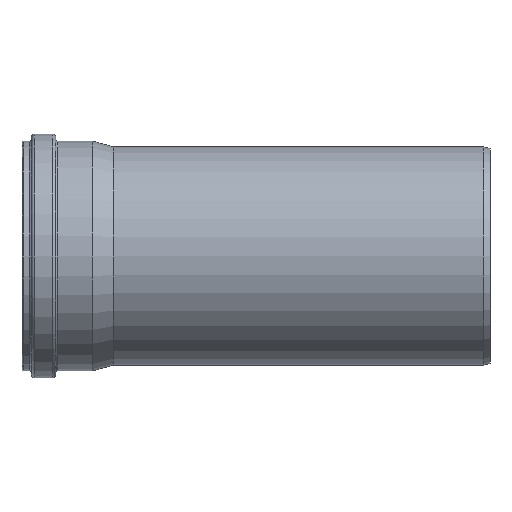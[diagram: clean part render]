
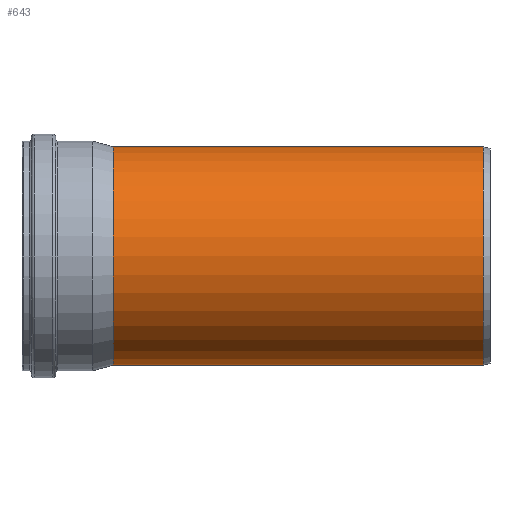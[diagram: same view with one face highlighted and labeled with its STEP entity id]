
A CAD part, left-side view. The second image highlights one B-rep face of the part: STEP entity #643.
In plain terms, the highlighted cylindrical face has radius 200.175 mm (diameter 400.35 mm), a full revolution.
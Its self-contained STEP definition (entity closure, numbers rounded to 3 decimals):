
#61=CYLINDRICAL_SURFACE('',#708,200.175);
#80=B_SPLINE_CURVE_WITH_KNOTS('',3,(#1445,#1446,#1447,#1448,#1449,#1450,
#1451,#1452,#1453,#1454,#1455,#1456,#1457,#1458,#1459,#1460,#1461,#1462,
#1463,#1464,#1465,#1466,#1467,#1468,#1469,#1470,#1471,#1472,#1473,#1474,
#1475,#1476,#1477,#1478,#1479,#1480,#1481,#1482,#1483,#1484,#1485,#1486,
#1487,#1488,#1489,#1490),.UNSPECIFIED.,.T.,.F.,(4,1,1,1,1,1,1,1,1,1,1,1,
1,1,1,1,1,1,1,1,1,1,1,1,1,1,1,1,1,1,1,1,1,1,1,1,1,1,1,1,1,1,1,4),(-128.802,
-126.502,-124.202,-121.902,-119.602,
-117.302,-115.002,-110.402,-107.335,
-104.268,-101.202,-96.601,-92.001,
-88.935,-85.868,-84.335,-82.801,
-81.268,-79.735,-76.668,-73.601,
-70.534,-67.468,-61.334,-55.201,
-52.134,-49.067,-46.001,-42.934,
-41.401,-39.867,-38.334,-36.801,
-35.267,-33.734,-30.667,-27.6,
-24.534,-18.4,-13.8,-9.2,
-4.6,-2.3,0.),.UNSPECIFIED.);
#84=CIRCLE('',#709,200.175);
#85=CIRCLE('',#710,200.175);
#142=FACE_BOUND('',#266,.T.);
#143=FACE_BOUND('',#267,.T.);
#203=FACE_OUTER_BOUND('',#265,.T.);
#265=EDGE_LOOP('',(#516));
#266=EDGE_LOOP('',(#517));
#267=EDGE_LOOP('',(#518));
#386=VERTEX_POINT('',#1396);
#388=VERTEX_POINT('',#1493);
#389=VERTEX_POINT('',#1495);
#449=EDGE_CURVE('',#386,#386,#80,.T.);
#450=EDGE_CURVE('',#388,#388,#84,.T.);
#451=EDGE_CURVE('',#389,#389,#85,.T.);
#516=ORIENTED_EDGE('',*,*,#450,.F.);
#517=ORIENTED_EDGE('',*,*,#451,.T.);
#518=ORIENTED_EDGE('',*,*,#449,.F.);
#643=ADVANCED_FACE('',(#203,#142,#143),#61,.T.);
#708=AXIS2_PLACEMENT_3D('',#1492,#836,#837);
#709=AXIS2_PLACEMENT_3D('',#1494,#838,#839);
#710=AXIS2_PLACEMENT_3D('',#1496,#840,#841);
#836=DIRECTION('center_axis',(0.,-1.,0.));
#837=DIRECTION('ref_axis',(1.,0.,0.));
#838=DIRECTION('center_axis',(0.,-1.,0.));
#839=DIRECTION('ref_axis',(1.,0.,0.));
#840=DIRECTION('center_axis',(0.,-1.,0.));
#841=DIRECTION('ref_axis',(1.,0.,0.));
#1396=CARTESIAN_POINT('',(111.367,-92.77,166.335));
#1445=CARTESIAN_POINT('Ctrl Pts',(111.367,-92.77,166.335));
#1446=CARTESIAN_POINT('Ctrl Pts',(111.458,-101.027,166.275));
#1447=CARTESIAN_POINT('Ctrl Pts',(112.537,-117.544,165.557));
#1448=CARTESIAN_POINT('Ctrl Pts',(117.731,-141.592,161.969));
#1449=CARTESIAN_POINT('Ctrl Pts',(126.742,-163.674,155.137));
#1450=CARTESIAN_POINT('Ctrl Pts',(138.557,-182.701,144.824));
#1451=CARTESIAN_POINT('Ctrl Pts',(151.521,-198.504,131.304));
#1452=CARTESIAN_POINT('Ctrl Pts',(168.603,-215.663,109.55));
#1453=CARTESIAN_POINT('Ctrl Pts',(184.562,-228.734,80.784));
#1454=CARTESIAN_POINT('Ctrl Pts',(195.766,-237.171,45.658));
#1455=CARTESIAN_POINT('Ctrl Pts',(200.569,-240.624,13.814));
#1456=CARTESIAN_POINT('Ctrl Pts',(200.121,-240.306,-23.968));
#1457=CARTESIAN_POINT('Ctrl Pts',(190.993,-233.716,-65.938));
#1458=CARTESIAN_POINT('Ctrl Pts',(172.997,-219.506,-102.949));
#1459=CARTESIAN_POINT('Ctrl Pts',(153.364,-200.805,-129.582));
#1460=CARTESIAN_POINT('Ctrl Pts',(138.819,-183.173,-144.548));
#1461=CARTESIAN_POINT('Ctrl Pts',(128.469,-166.175,-153.605));
#1462=CARTESIAN_POINT('Ctrl Pts',(121.855,-152.063,-158.87));
#1463=CARTESIAN_POINT('Ctrl Pts',(116.763,-136.821,-162.621));
#1464=CARTESIAN_POINT('Ctrl Pts',(112.227,-115.477,-165.777));
#1465=CARTESIAN_POINT('Ctrl Pts',(110.611,-87.875,-166.831));
#1466=CARTESIAN_POINT('Ctrl Pts',(113.187,-54.929,-165.128));
#1467=CARTESIAN_POINT('Ctrl Pts',(118.502,-22.528,-161.39));
#1468=CARTESIAN_POINT('Ctrl Pts',(127.926,19.842,-154.199));
#1469=CARTESIAN_POINT('Ctrl Pts',(142.285,71.142,-141.575));
#1470=CARTESIAN_POINT('Ctrl Pts',(158.043,120.569,-123.661));
#1471=CARTESIAN_POINT('Ctrl Pts',(170.678,158.162,-105.1));
#1472=CARTESIAN_POINT('Ctrl Pts',(179.907,184.92,-88.531));
#1473=CARTESIAN_POINT('Ctrl Pts',(188.535,209.435,-68.605));
#1474=CARTESIAN_POINT('Ctrl Pts',(194.661,226.587,-48.259));
#1475=CARTESIAN_POINT('Ctrl Pts',(198.214,236.469,-29.281));
#1476=CARTESIAN_POINT('Ctrl Pts',(199.907,241.163,-13.841));
#1477=CARTESIAN_POINT('Ctrl Pts',(200.383,242.479,2.327));
#1478=CARTESIAN_POINT('Ctrl Pts',(199.537,240.137,18.365));
#1479=CARTESIAN_POINT('Ctrl Pts',(197.538,234.593,33.487));
#1480=CARTESIAN_POINT('Ctrl Pts',(193.689,223.875,51.958));
#1481=CARTESIAN_POINT('Ctrl Pts',(187.358,206.115,71.689));
#1482=CARTESIAN_POINT('Ctrl Pts',(178.616,181.213,91.095));
#1483=CARTESIAN_POINT('Ctrl Pts',(166.232,145.188,112.601));
#1484=CARTESIAN_POINT('Ctrl Pts',(151.873,101.723,131.153));
#1485=CARTESIAN_POINT('Ctrl Pts',(136.622,51.382,146.675));
#1486=CARTESIAN_POINT('Ctrl Pts',(124.208,4.71,157.195));
#1487=CARTESIAN_POINT('Ctrl Pts',(115.981,-35.313,163.198));
#1488=CARTESIAN_POINT('Ctrl Pts',(111.991,-67.997,165.92));
#1489=CARTESIAN_POINT('Ctrl Pts',(111.276,-84.512,166.396));
#1490=CARTESIAN_POINT('Ctrl Pts',(111.367,-92.77,166.335));
#1492=CARTESIAN_POINT('Origin',(0.,-49.557,0.));
#1493=CARTESIAN_POINT('',(200.175,-388.961,0.));
#1494=CARTESIAN_POINT('Origin',(0.,-388.961,0.));
#1495=CARTESIAN_POINT('',(200.175,289.848,0.));
#1496=CARTESIAN_POINT('Origin',(0.,289.848,0.));
